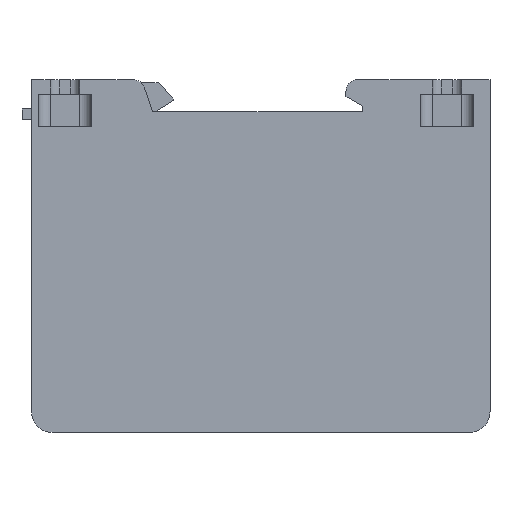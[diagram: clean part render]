
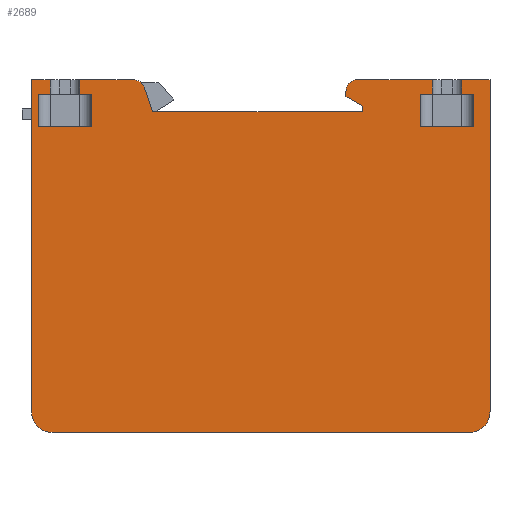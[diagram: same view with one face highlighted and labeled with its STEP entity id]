
A CAD part, front view. The second image highlights one B-rep face of the part: STEP entity #2689.
In plain terms, the highlighted planar face has unit normal (0, -1, 0).
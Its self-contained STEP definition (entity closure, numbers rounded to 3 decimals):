
#314=DIRECTION('',(1.,0.,0.));
#315=VECTOR('',#314,2.);
#316=CARTESIAN_POINT('',(28.,0.,27.5));
#317=LINE('',#316,#315);
#328=DIRECTION('',(1.,0.,0.));
#329=VECTOR('',#328,2.);
#330=CARTESIAN_POINT('',(35.,0.,27.5));
#331=LINE('',#330,#329);
#352=DIRECTION('',(0.,0.,-1.));
#353=VECTOR('',#352,5.5);
#354=CARTESIAN_POINT('',(37.,0.,27.5));
#355=LINE('',#354,#353);
#364=CARTESIAN_POINT('',(-20.895,0.,28.));
#365=DIRECTION('',(0.,1.,0.));
#366=DIRECTION('',(0.,0.,1.));
#367=AXIS2_PLACEMENT_3D('',#364,#365,#366);
#369=DIRECTION('',(0.321,0.,-0.947));
#370=VECTOR('',#369,4.375);
#371=CARTESIAN_POINT('',(-19.001,0.,28.643));
#372=LINE('',#371,#370);
#373=DIRECTION('',(-0.866,0.,0.5));
#374=VECTOR('',#373,3.233);
#375=CARTESIAN_POINT('',(18.105,0.,25.5));
#376=LINE('',#375,#374);
#377=CARTESIAN_POINT('',(17.305,0.,28.));
#378=DIRECTION('',(0.,1.,0.));
#379=DIRECTION('',(-1.,0.,0.));
#380=AXIS2_PLACEMENT_3D('',#377,#378,#379);
#382=DIRECTION('',(0.,0.,-1.));
#383=VECTOR('',#382,2.5);
#384=CARTESIAN_POINT('',(30.,0.,30.));
#385=LINE('',#384,#383);
#386=DIRECTION('',(0.,0.,-1.));
#387=VECTOR('',#386,5.5);
#388=CARTESIAN_POINT('',(28.,0.,27.5));
#389=LINE('',#388,#387);
#390=DIRECTION('',(1.,0.,0.));
#391=VECTOR('',#390,9.);
#392=CARTESIAN_POINT('',(28.,0.,22.));
#393=LINE('',#392,#391);
#394=CARTESIAN_POINT('',(36.305,0.,-26.5));
#395=DIRECTION('',(0.,1.,0.));
#396=DIRECTION('',(1.,0.,0.));
#397=AXIS2_PLACEMENT_3D('',#394,#395,#396);
#399=CARTESIAN_POINT('',(-34.695,0.,-26.5));
#400=DIRECTION('',(0.,1.,0.));
#401=DIRECTION('',(0.,0.,-1.));
#402=AXIS2_PLACEMENT_3D('',#399,#400,#401);
#404=DIRECTION('',(0.,0.,1.));
#405=VECTOR('',#404,56.5);
#406=CARTESIAN_POINT('',(-38.195,0.,-26.5));
#407=LINE('',#406,#405);
#408=DIRECTION('',(0.,0.,-1.));
#409=VECTOR('',#408,2.5);
#410=CARTESIAN_POINT('',(-35.,0.,30.));
#411=LINE('',#410,#409);
#412=DIRECTION('',(-1.,0.,0.));
#413=VECTOR('',#412,2.);
#414=CARTESIAN_POINT('',(-35.,0.,27.5));
#415=LINE('',#414,#413);
#416=DIRECTION('',(0.,0.,-1.));
#417=VECTOR('',#416,5.5);
#418=CARTESIAN_POINT('',(-37.,0.,27.5));
#419=LINE('',#418,#417);
#420=DIRECTION('',(-1.,0.,0.));
#421=VECTOR('',#420,2.);
#422=CARTESIAN_POINT('',(-28.,0.,27.5));
#423=LINE('',#422,#421);
#548=DIRECTION('',(-1.,0.,0.));
#549=VECTOR('',#548,35.7);
#550=CARTESIAN_POINT('',(18.105,0.,24.5));
#551=LINE('',#550,#549);
#628=DIRECTION('',(0.,0.,-1.));
#629=VECTOR('',#628,1.);
#630=CARTESIAN_POINT('',(18.105,0.,25.5));
#631=LINE('',#630,#629);
#640=DIRECTION('',(0.,0.,-1.));
#641=VECTOR('',#640,0.883);
#642=CARTESIAN_POINT('',(15.305,0.,28.));
#643=LINE('',#642,#641);
#674=DIRECTION('',(-1.,0.,0.));
#675=VECTOR('',#674,4.805);
#676=CARTESIAN_POINT('',(39.805,0.,30.));
#677=LINE('',#676,#675);
#696=DIRECTION('',(-1.,0.,0.));
#697=VECTOR('',#696,12.695);
#698=CARTESIAN_POINT('',(30.,0.,30.));
#699=LINE('',#698,#697);
#808=DIRECTION('',(0.,0.,1.));
#809=VECTOR('',#808,56.5);
#810=CARTESIAN_POINT('',(39.805,0.,-26.5));
#811=LINE('',#810,#809);
#824=DIRECTION('',(1.,0.,0.));
#825=VECTOR('',#824,71.);
#826=CARTESIAN_POINT('',(-34.695,0.,-30.));
#827=LINE('',#826,#825);
#861=DIRECTION('',(-1.,0.,0.));
#862=VECTOR('',#861,9.105);
#863=CARTESIAN_POINT('',(-20.895,0.,30.));
#864=LINE('',#863,#862);
#883=DIRECTION('',(-1.,0.,0.));
#884=VECTOR('',#883,3.195);
#885=CARTESIAN_POINT('',(-35.,0.,30.));
#886=LINE('',#885,#884);
#1084=DIRECTION('',(-1.,0.,0.));
#1085=VECTOR('',#1084,9.);
#1086=CARTESIAN_POINT('',(-28.,0.,22.));
#1087=LINE('',#1086,#1085);
#1100=DIRECTION('',(0.,0.,-1.));
#1101=VECTOR('',#1100,5.5);
#1102=CARTESIAN_POINT('',(-28.,0.,27.5));
#1103=LINE('',#1102,#1101);
#1136=DIRECTION('',(0.,0.,-1.));
#1137=VECTOR('',#1136,2.5);
#1138=CARTESIAN_POINT('',(-30.,0.,30.));
#1139=LINE('',#1138,#1137);
#1488=DIRECTION('',(0.,0.,-1.));
#1489=VECTOR('',#1488,2.5);
#1490=CARTESIAN_POINT('',(35.,0.,30.));
#1491=LINE('',#1490,#1489);
#1730=CARTESIAN_POINT('',(-30.,0.,30.));
#1731=VERTEX_POINT('',#1730);
#1732=CARTESIAN_POINT('',(-30.,0.,27.5));
#1733=VERTEX_POINT('',#1732);
#1750=CARTESIAN_POINT('',(-37.,0.,27.5));
#1751=VERTEX_POINT('',#1750);
#1752=CARTESIAN_POINT('',(-35.,0.,27.5));
#1753=VERTEX_POINT('',#1752);
#1756=CARTESIAN_POINT('',(-28.,0.,27.5));
#1757=VERTEX_POINT('',#1756);
#1762=CARTESIAN_POINT('',(-28.,0.,22.));
#1763=VERTEX_POINT('',#1762);
#1766=CARTESIAN_POINT('',(-20.895,0.,30.));
#1767=CARTESIAN_POINT('',(-19.001,0.,28.643));
#1768=VERTEX_POINT('',#1766);
#1769=VERTEX_POINT('',#1767);
#1770=CARTESIAN_POINT('',(-17.595,0.,24.5));
#1771=VERTEX_POINT('',#1770);
#1772=CARTESIAN_POINT('',(18.105,0.,24.5));
#1773=VERTEX_POINT('',#1772);
#1774=CARTESIAN_POINT('',(18.105,0.,25.5));
#1775=VERTEX_POINT('',#1774);
#1776=CARTESIAN_POINT('',(15.305,0.,27.117));
#1777=VERTEX_POINT('',#1776);
#1778=CARTESIAN_POINT('',(15.305,0.,28.));
#1779=VERTEX_POINT('',#1778);
#1780=CARTESIAN_POINT('',(17.305,0.,30.));
#1781=VERTEX_POINT('',#1780);
#1782=CARTESIAN_POINT('',(30.,0.,30.));
#1783=VERTEX_POINT('',#1782);
#1784=CARTESIAN_POINT('',(30.,0.,27.5));
#1785=VERTEX_POINT('',#1784);
#1786=CARTESIAN_POINT('',(28.,0.,27.5));
#1787=VERTEX_POINT('',#1786);
#1788=CARTESIAN_POINT('',(28.,0.,22.));
#1789=VERTEX_POINT('',#1788);
#1790=CARTESIAN_POINT('',(37.,0.,22.));
#1791=VERTEX_POINT('',#1790);
#1792=CARTESIAN_POINT('',(37.,0.,27.5));
#1793=VERTEX_POINT('',#1792);
#1794=CARTESIAN_POINT('',(35.,0.,27.5));
#1795=VERTEX_POINT('',#1794);
#1796=CARTESIAN_POINT('',(35.,0.,30.));
#1797=VERTEX_POINT('',#1796);
#1798=CARTESIAN_POINT('',(39.805,0.,30.));
#1799=VERTEX_POINT('',#1798);
#1800=CARTESIAN_POINT('',(39.805,0.,-26.5));
#1801=VERTEX_POINT('',#1800);
#1802=CARTESIAN_POINT('',(36.305,0.,-30.));
#1803=VERTEX_POINT('',#1802);
#1804=CARTESIAN_POINT('',(-34.695,0.,-30.));
#1805=VERTEX_POINT('',#1804);
#1806=CARTESIAN_POINT('',(-38.195,0.,-26.5));
#1807=VERTEX_POINT('',#1806);
#1808=CARTESIAN_POINT('',(-38.195,0.,30.));
#1809=VERTEX_POINT('',#1808);
#1810=CARTESIAN_POINT('',(-35.,0.,30.));
#1811=VERTEX_POINT('',#1810);
#1812=CARTESIAN_POINT('',(-37.,0.,22.));
#1813=VERTEX_POINT('',#1812);
#2627=CARTESIAN_POINT('',(0.,0.,0.));
#2628=DIRECTION('',(0.,1.,0.));
#2629=DIRECTION('',(1.,0.,0.));
#2630=AXIS2_PLACEMENT_3D('',#2627,#2628,#2629);
#2631=PLANE('',#2630);
#2633=ORIENTED_EDGE('',*,*,#2632,.T.);
#2635=ORIENTED_EDGE('',*,*,#2634,.T.);
#2637=ORIENTED_EDGE('',*,*,#2636,.F.);
#2639=ORIENTED_EDGE('',*,*,#2638,.F.);
#2641=ORIENTED_EDGE('',*,*,#2640,.T.);
#2643=ORIENTED_EDGE('',*,*,#2642,.F.);
#2645=ORIENTED_EDGE('',*,*,#2644,.T.);
#2647=ORIENTED_EDGE('',*,*,#2646,.F.);
#2649=ORIENTED_EDGE('',*,*,#2648,.T.);
#2650=ORIENTED_EDGE('',*,*,#2552,.F.);
#2651=ORIENTED_EDGE('',*,*,#2593,.T.);
#2652=ORIENTED_EDGE('',*,*,#2606,.T.);
#2653=ORIENTED_EDGE('',*,*,#2620,.F.);
#2654=ORIENTED_EDGE('',*,*,#2564,.F.);
#2656=ORIENTED_EDGE('',*,*,#2655,.F.);
#2658=ORIENTED_EDGE('',*,*,#2657,.F.);
#2660=ORIENTED_EDGE('',*,*,#2659,.F.);
#2662=ORIENTED_EDGE('',*,*,#2661,.T.);
#2664=ORIENTED_EDGE('',*,*,#2663,.F.);
#2666=ORIENTED_EDGE('',*,*,#2665,.T.);
#2668=ORIENTED_EDGE('',*,*,#2667,.T.);
#2670=ORIENTED_EDGE('',*,*,#2669,.F.);
#2672=ORIENTED_EDGE('',*,*,#2671,.T.);
#2674=ORIENTED_EDGE('',*,*,#2673,.T.);
#2676=ORIENTED_EDGE('',*,*,#2675,.T.);
#2678=ORIENTED_EDGE('',*,*,#2677,.F.);
#2680=ORIENTED_EDGE('',*,*,#2679,.F.);
#2682=ORIENTED_EDGE('',*,*,#2681,.T.);
#2684=ORIENTED_EDGE('',*,*,#2683,.F.);
#2686=ORIENTED_EDGE('',*,*,#2685,.F.);
#2687=EDGE_LOOP('',(#2633,#2635,#2637,#2639,#2641,#2643,#2645,#2647,#2649,#2650,
#2651,#2652,#2653,#2654,#2656,#2658,#2660,#2662,#2664,#2666,#2668,#2670,#2672,
#2674,#2676,#2678,#2680,#2682,#2684,#2686));
#2688=FACE_OUTER_BOUND('',#2687,.F.);
#2689=ADVANCED_FACE('',(#2688),#2631,.F.);
#368=CIRCLE('',#367,2.);
#381=CIRCLE('',#380,2.);
#398=CIRCLE('',#397,3.5);
#403=CIRCLE('',#402,3.5);
#2552=EDGE_CURVE('',#1787,#1785,#317,.T.);
#2564=EDGE_CURVE('',#1795,#1793,#331,.T.);
#2593=EDGE_CURVE('',#1787,#1789,#389,.T.);
#2606=EDGE_CURVE('',#1789,#1791,#393,.T.);
#2620=EDGE_CURVE('',#1793,#1791,#355,.T.);
#2632=EDGE_CURVE('',#1768,#1769,#368,.T.);
#2634=EDGE_CURVE('',#1769,#1771,#372,.T.);
#2636=EDGE_CURVE('',#1773,#1771,#551,.T.);
#2638=EDGE_CURVE('',#1775,#1773,#631,.T.);
#2640=EDGE_CURVE('',#1775,#1777,#376,.T.);
#2642=EDGE_CURVE('',#1779,#1777,#643,.T.);
#2644=EDGE_CURVE('',#1779,#1781,#381,.T.);
#2646=EDGE_CURVE('',#1783,#1781,#699,.T.);
#2648=EDGE_CURVE('',#1783,#1785,#385,.T.);
#2655=EDGE_CURVE('',#1797,#1795,#1491,.T.);
#2657=EDGE_CURVE('',#1799,#1797,#677,.T.);
#2659=EDGE_CURVE('',#1801,#1799,#811,.T.);
#2661=EDGE_CURVE('',#1801,#1803,#398,.T.);
#2663=EDGE_CURVE('',#1805,#1803,#827,.T.);
#2665=EDGE_CURVE('',#1805,#1807,#403,.T.);
#2667=EDGE_CURVE('',#1807,#1809,#407,.T.);
#2669=EDGE_CURVE('',#1811,#1809,#886,.T.);
#2671=EDGE_CURVE('',#1811,#1753,#411,.T.);
#2673=EDGE_CURVE('',#1753,#1751,#415,.T.);
#2675=EDGE_CURVE('',#1751,#1813,#419,.T.);
#2677=EDGE_CURVE('',#1763,#1813,#1087,.T.);
#2679=EDGE_CURVE('',#1757,#1763,#1103,.T.);
#2681=EDGE_CURVE('',#1757,#1733,#423,.T.);
#2683=EDGE_CURVE('',#1731,#1733,#1139,.T.);
#2685=EDGE_CURVE('',#1768,#1731,#864,.T.);
